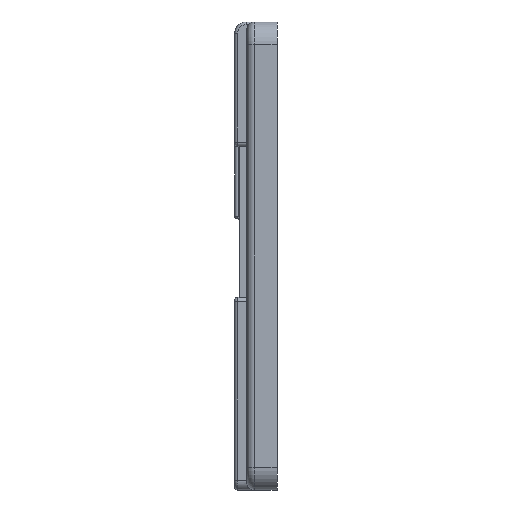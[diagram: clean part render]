
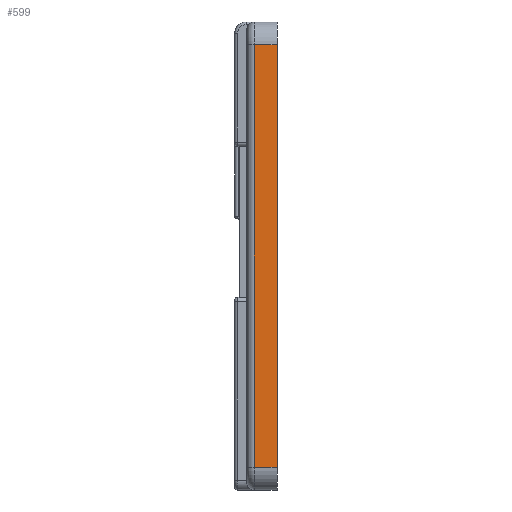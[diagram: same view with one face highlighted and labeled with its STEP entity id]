
A CAD part, left-side view. The second image highlights one B-rep face of the part: STEP entity #599.
In plain terms, the highlighted planar face has unit normal (-1, 0, 0).
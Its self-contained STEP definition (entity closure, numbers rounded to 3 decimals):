
#115 = EDGE_LOOP ( 'NONE', ( #539, #3883, #2391, #1964 ) ) ;
#171 = VERTEX_POINT ( 'NONE', #3726 ) ;
#196 = DIRECTION ( 'NONE',  ( 0., -1., 0. ) ) ;
#413 = DIRECTION ( 'NONE',  ( 0., 0., -1. ) ) ;
#441 = VECTOR ( 'NONE', #1339, 1000. ) ;
#496 = LINE ( 'NONE', #1144, #3744 ) ;
#539 = ORIENTED_EDGE ( 'NONE', *, *, #3917, .T. ) ;
#570 = AXIS2_PLACEMENT_3D ( 'NONE', #2672, #3790, #413 ) ;
#599 = ADVANCED_FACE ( 'NONE', ( #1328 ), #4022, .F. ) ;
#713 = EDGE_CURVE ( 'NONE', #171, #2059, #496, .T. ) ;
#908 = LINE ( 'NONE', #950, #1688 ) ;
#950 = CARTESIAN_POINT ( 'NONE',  ( -16.68, 2.99, 41.725 ) ) ;
#1144 = CARTESIAN_POINT ( 'NONE',  ( -16.68, 68.357, -14.425 ) ) ;
#1328 = FACE_OUTER_BOUND ( 'NONE', #115, .T. ) ;
#1339 = DIRECTION ( 'NONE',  ( 0., 0., 1. ) ) ;
#1409 = EDGE_CURVE ( 'NONE', #2059, #3191, #4036, .T. ) ;
#1454 = CARTESIAN_POINT ( 'NONE',  ( -16.68, -1.05, 41.725 ) ) ;
#1484 = EDGE_CURVE ( 'NONE', #2372, #171, #1965, .T. ) ;
#1688 = VECTOR ( 'NONE', #2960, 1000. ) ;
#1699 = CARTESIAN_POINT ( 'NONE',  ( -16.68, 1.99, 41.725 ) ) ;
#1964 = ORIENTED_EDGE ( 'NONE', *, *, #1409, .T. ) ;
#1965 = LINE ( 'NONE', #3716, #2277 ) ;
#2059 = VERTEX_POINT ( 'NONE', #3671 ) ;
#2277 = VECTOR ( 'NONE', #2348, 1000. ) ;
#2348 = DIRECTION ( 'NONE',  ( 0., 0., -1. ) ) ;
#2372 = VERTEX_POINT ( 'NONE', #1699 ) ;
#2391 = ORIENTED_EDGE ( 'NONE', *, *, #713, .T. ) ;
#2672 = CARTESIAN_POINT ( 'NONE',  ( -16.68, 68.357, 0. ) ) ;
#2960 = DIRECTION ( 'NONE',  ( 0., 1., 0. ) ) ;
#3191 = VERTEX_POINT ( 'NONE', #1454 ) ;
#3312 = CARTESIAN_POINT ( 'NONE',  ( -16.68, -1.05, 0. ) ) ;
#3671 = CARTESIAN_POINT ( 'NONE',  ( -16.68, -1.05, -14.425 ) ) ;
#3716 = CARTESIAN_POINT ( 'NONE',  ( -16.68, 1.99, 0. ) ) ;
#3726 = CARTESIAN_POINT ( 'NONE',  ( -16.68, 1.99, -14.425 ) ) ;
#3744 = VECTOR ( 'NONE', #196, 1000. ) ;
#3790 = DIRECTION ( 'NONE',  ( 1., 0., 0. ) ) ;
#3883 = ORIENTED_EDGE ( 'NONE', *, *, #1484, .T. ) ;
#3917 = EDGE_CURVE ( 'NONE', #3191, #2372, #908, .T. ) ;
#4022 = PLANE ( 'NONE',  #570 ) ;
#4036 = LINE ( 'NONE', #3312, #441 ) ;
